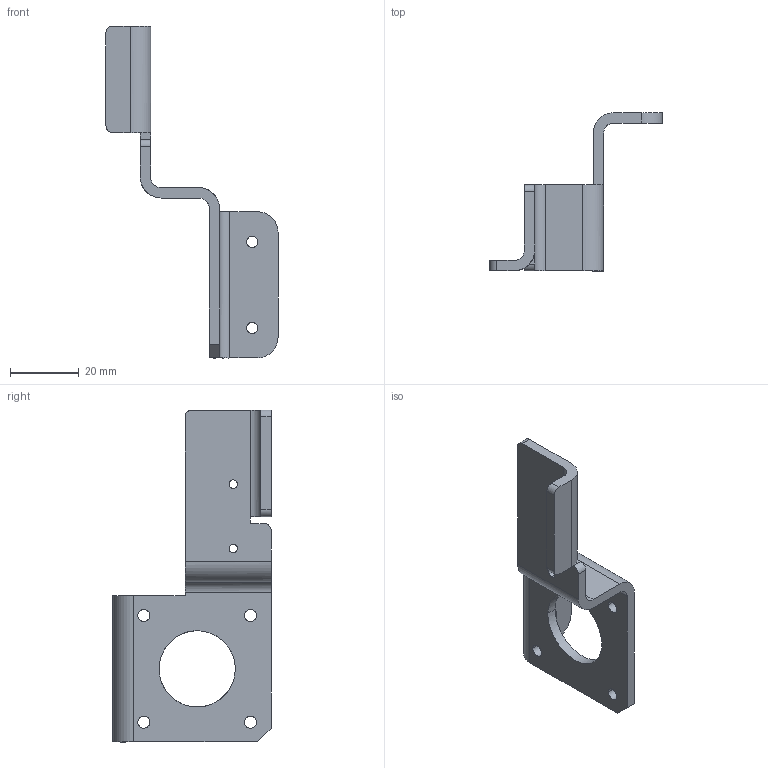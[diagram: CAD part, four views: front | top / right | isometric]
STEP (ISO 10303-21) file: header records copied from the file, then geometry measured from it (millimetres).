
FILE_DESCRIPTION(('FreeCAD Model'),'2;1');
FILE_NAME('Soporte Motor Y con endstop.stp','2016-01-27T22:40:58',('FreeCAD'),('FreeCAD'), 'Open CASCADE STEP processor 6.8','FreeCAD','Unknown');
FILE_SCHEMA(('AUTOMOTIVE_DESIGN_CC2 { 1 2 10303 214 -1 1 5 4 }'));
Length unit declared in the file: millimetre
Products named in the file (1): Open CASCADE STEP translator 6.8 154
Bounding box: 50 x 46 x 96.5 mm (x, y, z)
Volume: 12329.6 mm3; surface area: 9760 mm2
Topology: 1 solids, 1 shells, 53 faces, 167 edges, 116 vertices
Faces by surface type: bspline 32, plane 21
Entity records: 7213 total; most frequent: CARTESIAN_POINT 5124, B_SPLINE_CURVE_WITH_KNOTS 341, ORIENTED_EDGE 334, PCURVE 334, DEFINITIONAL_REPRESENTATION 334, EDGE_CURVE 167, SURFACE_CURVE 167, VERTEX_POINT 116
